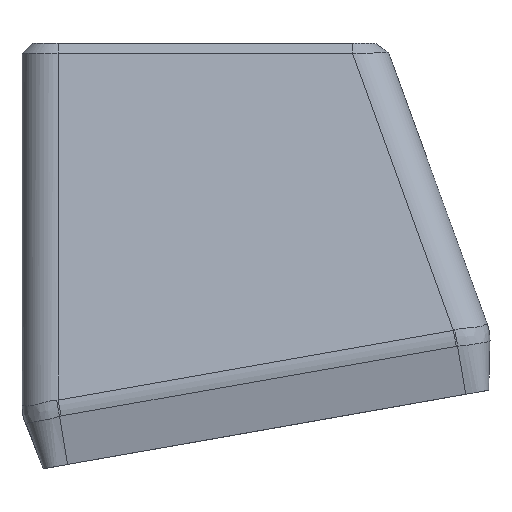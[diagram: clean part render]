
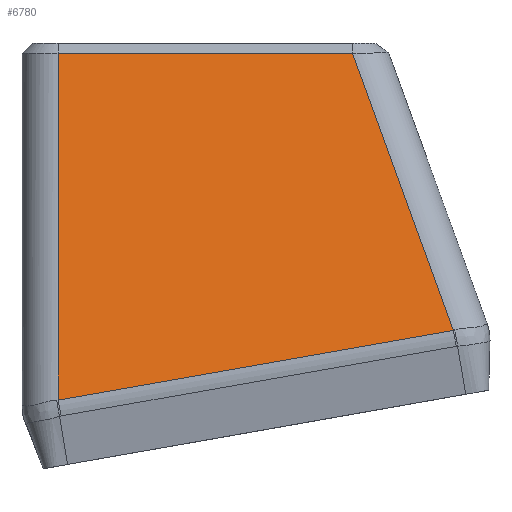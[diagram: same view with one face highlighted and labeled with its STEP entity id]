
A CAD part, front view. The second image highlights one B-rep face of the part: STEP entity #6780.
In plain terms, the highlighted planar face has unit normal (0, -0.985, 0.174).
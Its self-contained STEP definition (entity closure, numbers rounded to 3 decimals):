
#5194 = EDGE_CURVE('',#5195,#5197,#5199,.T.);
#5195 = VERTEX_POINT('',#5196);
#5196 = CARTESIAN_POINT('',(34.581,-42.186,
    -37.235));
#5197 = VERTEX_POINT('',#5198);
#5198 = CARTESIAN_POINT('',(20.621,-35.423,
    1.121));
#5199 = LINE('',#5200,#5201);
#5200 = CARTESIAN_POINT('',(37.977,-43.832,
    -46.566));
#5201 = VECTOR('',#5202,1.);
#5202 = DIRECTION('',(-0.337,0.163,0.927));
#5891 = VERTEX_POINT('',#5892);
#5892 = CARTESIAN_POINT('',(-20.124,-35.423,1.121));
#5898 = EDGE_CURVE('',#5197,#5891,#5899,.T.);
#5899 = LINE('',#5900,#5901);
#5900 = CARTESIAN_POINT('',(20.119,-35.423,
    1.121));
#5901 = VECTOR('',#5902,1.);
#5902 = DIRECTION('',(-1.,0.,0.));
#6048 = EDGE_CURVE('',#5891,#6049,#6051,.T.);
#6049 = VERTEX_POINT('',#6050);
#6050 = CARTESIAN_POINT('',(-20.124,-43.887,-46.881));
#6051 = LINE('',#6052,#6053);
#6052 = CARTESIAN_POINT('',(-20.124,-35.18,2.5));
#6053 = VECTOR('',#6054,1.);
#6054 = DIRECTION('',(0.,-0.174,-0.985
    ));
#6780 = ADVANCED_FACE('',(#6781),#6792,.F.);
#6781 = FACE_BOUND('',#6782,.F.);
#6782 = EDGE_LOOP('',(#6783,#6784,#6790,#6791));
#6783 = ORIENTED_EDGE('',*,*,#5194,.F.);
#6784 = ORIENTED_EDGE('',*,*,#6785,.T.);
#6785 = EDGE_CURVE('',#5195,#6049,#6786,.T.);
#6786 = LINE('',#6787,#6788);
#6787 = CARTESIAN_POINT('',(34.771,-42.18,
    -37.202));
#6788 = VECTOR('',#6789,1.);
#6789 = DIRECTION('',(-0.984,-0.031,
    -0.174));
#6790 = ORIENTED_EDGE('',*,*,#6048,.F.);
#6791 = ORIENTED_EDGE('',*,*,#5898,.F.);
#6792 = PLANE('',#6793);
#6793 = AXIS2_PLACEMENT_3D('',#6794,#6795,#6796);
#6794 = CARTESIAN_POINT('',(50.,-49.78,-80.301));
#6795 = DIRECTION('',(0.,0.985,-0.174)
  );
#6796 = DIRECTION('',(0.,0.174,0.985)
  );
